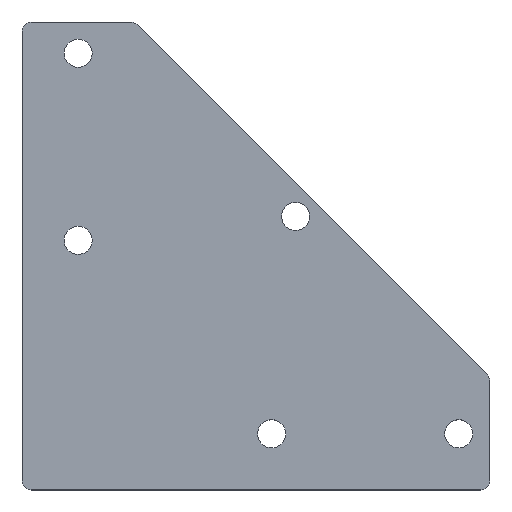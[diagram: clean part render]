
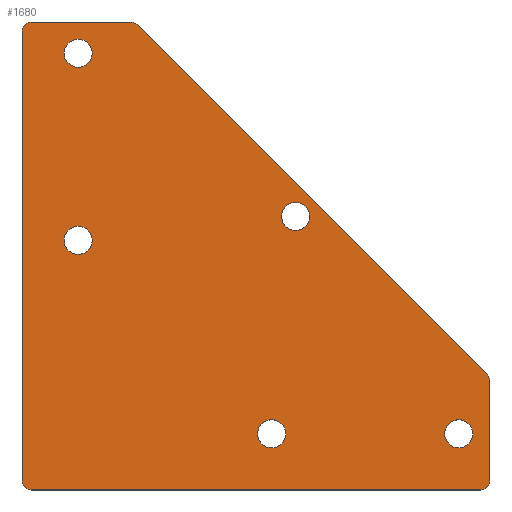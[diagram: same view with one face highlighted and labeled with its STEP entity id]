
A CAD part, top view. The second image highlights one B-rep face of the part: STEP entity #1680.
In plain terms, the highlighted face is planar.
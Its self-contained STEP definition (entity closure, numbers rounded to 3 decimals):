
#10=CARTESIAN_POINT('',(-28.5,-3.,47.));
#20=DIRECTION('',(-0.,-1.,-0.));
#30=DIRECTION('',(-1.,0.,0.));
#40=AXIS2_PLACEMENT_3D('',#10,#20,#30);
#50=PLANE('',#40);
#60=CARTESIAN_POINT('',(-62.,-3.,122.));
#70=DIRECTION('',(0.,-1.,0.));
#80=DIRECTION('',(-1.,0.,0.));
#90=AXIS2_PLACEMENT_3D('',#60,#70,#80);
#100=CIRCLE('',#90,4.5);
#110=CARTESIAN_POINT('',(-66.5,-3.,122.));
#120=VERTEX_POINT('',#110);
#130=CARTESIAN_POINT('',(-57.5,-3.,122.));
#140=VERTEX_POINT('',#130);
#150=EDGE_CURVE('',#120,#140,#100,.T.);
#160=ORIENTED_EDGE('',*,*,#150,.T.);
#170=EDGE_CURVE('',#140,#120,#100,.T.);
#180=ORIENTED_EDGE('',*,*,#170,.T.);
#190=EDGE_LOOP('',(#180,#160));
#200=FACE_BOUND('',#190,.T.);
#210=CARTESIAN_POINT('',(0.,-3.,60.));
#220=DIRECTION('',(0.,-1.,0.));
#230=DIRECTION('',(-1.,0.,0.));
#240=AXIS2_PLACEMENT_3D('',#210,#220,#230);
#250=CIRCLE('',#240,4.5);
#260=CARTESIAN_POINT('',(-4.5,-3.,60.));
#270=VERTEX_POINT('',#260);
#280=CARTESIAN_POINT('',(4.5,-3.,60.));
#290=VERTEX_POINT('',#280);
#300=EDGE_CURVE('',#270,#290,#250,.T.);
#310=ORIENTED_EDGE('',*,*,#300,.T.);
#320=EDGE_CURVE('',#290,#270,#250,.T.);
#330=ORIENTED_EDGE('',*,*,#320,.T.);
#340=EDGE_LOOP('',(#330,#310));
#350=FACE_BOUND('',#340,.T.);
#360=CARTESIAN_POINT('',(0.,-3.,0.));
#370=DIRECTION('',(0.,-1.,0.));
#380=DIRECTION('',(-1.,0.,0.));
#390=AXIS2_PLACEMENT_3D('',#360,#370,#380);
#400=CIRCLE('',#390,4.5);
#410=CARTESIAN_POINT('',(-4.5,-3.,0.));
#420=VERTEX_POINT('',#410);
#430=CARTESIAN_POINT('',(4.5,-3.,0.));
#440=VERTEX_POINT('',#430);
#450=EDGE_CURVE('',#420,#440,#400,.T.);
#460=ORIENTED_EDGE('',*,*,#450,.T.);
#470=EDGE_CURVE('',#440,#420,#400,.T.);
#480=ORIENTED_EDGE('',*,*,#470,.T.);
#490=EDGE_LOOP('',(#480,#460));
#500=FACE_BOUND('',#490,.T.);
#510=CARTESIAN_POINT('',(-122.,-3.,122.));
#520=DIRECTION('',(0.,-1.,0.));
#530=DIRECTION('',(-1.,0.,0.));
#540=AXIS2_PLACEMENT_3D('',#510,#520,#530);
#550=CIRCLE('',#540,4.5);
#560=CARTESIAN_POINT('',(-126.5,-3.,122.));
#570=VERTEX_POINT('',#560);
#580=CARTESIAN_POINT('',(-117.5,-3.,122.));
#590=VERTEX_POINT('',#580);
#600=EDGE_CURVE('',#570,#590,#550,.T.);
#610=ORIENTED_EDGE('',*,*,#600,.T.);
#620=EDGE_CURVE('',#590,#570,#550,.T.);
#630=ORIENTED_EDGE('',*,*,#620,.T.);
#640=EDGE_LOOP('',(#630,#610));
#650=FACE_BOUND('',#640,.T.);
#660=CARTESIAN_POINT('',(15.,-3.,-7.));
#670=DIRECTION('',(0.,1.,0.));
#680=DIRECTION('',(1.,0.,0.));
#690=AXIS2_PLACEMENT_3D('',#660,#670,#680);
#700=CIRCLE('',#690,3.);
#710=CARTESIAN_POINT('',(18.,-3.,-7.));
#720=VERTEX_POINT('',#710);
#730=CARTESIAN_POINT('',(15.,-3.,-10.));
#740=VERTEX_POINT('',#730);
#750=EDGE_CURVE('',#720,#740,#700,.T.);
#760=ORIENTED_EDGE('',*,*,#750,.T.);
#770=CARTESIAN_POINT('',(18.,-3.,-10.));
#780=DIRECTION('',(0.,0.,1.));
#790=VECTOR('',#780,1.);
#800=LINE('',#770,#790);
#810=CARTESIAN_POINT('',(18.,-3.,137.));
#820=VERTEX_POINT('',#810);
#830=EDGE_CURVE('',#720,#820,#800,.T.);
#840=ORIENTED_EDGE('',*,*,#830,.F.);
#850=CARTESIAN_POINT('',(15.,-3.,137.));
#860=DIRECTION('',(0.,-1.,0.));
#870=DIRECTION('',(-1.,0.,0.));
#880=AXIS2_PLACEMENT_3D('',#850,#860,#870);
#890=CIRCLE('',#880,3.);
#900=CARTESIAN_POINT('',(15.,-3.,140.));
#910=VERTEX_POINT('',#900);
#920=EDGE_CURVE('',#820,#910,#890,.T.);
#930=ORIENTED_EDGE('',*,*,#920,.F.);
#940=CARTESIAN_POINT('',(18.,-3.,140.));
#950=DIRECTION('',(-1.,0.,0.));
#960=VECTOR('',#950,1.);
#970=LINE('',#940,#960);
#980=CARTESIAN_POINT('',(-129.,-3.,140.));
#990=VERTEX_POINT('',#980);
#1000=EDGE_CURVE('',#910,#990,#970,.T.);
#1010=ORIENTED_EDGE('',*,*,#1000,.F.);
#1020=CARTESIAN_POINT('',(-129.,-3.,137.));
#1030=DIRECTION('',(0.,-1.,0.));
#1040=DIRECTION('',(-1.,0.,0.));
#1050=AXIS2_PLACEMENT_3D('',#1020,#1030,#1040);
#1060=CIRCLE('',#1050,3.);
#1070=CARTESIAN_POINT('',(-132.,-3.,137.));
#1080=VERTEX_POINT('',#1070);
#1090=EDGE_CURVE('',#990,#1080,#1060,.T.);
#1100=ORIENTED_EDGE('',*,*,#1090,.F.);
#1110=CARTESIAN_POINT('',(-132.,-3.,140.));
#1120=DIRECTION('',(0.,0.,-1.));
#1130=VECTOR('',#1120,1.);
#1140=LINE('',#1110,#1130);
#1150=CARTESIAN_POINT('',(-132.,-3.,105.243));
#1160=VERTEX_POINT('',#1150);
#1170=EDGE_CURVE('',#1080,#1160,#1140,.T.);
#1180=ORIENTED_EDGE('',*,*,#1170,.F.);
#1190=CARTESIAN_POINT('',(-129.,-3.,105.243));
#1200=DIRECTION('',(0.,-1.,0.));
#1210=DIRECTION('',(-1.,0.,0.));
#1220=AXIS2_PLACEMENT_3D('',#1190,#1200,#1210);
#1230=CIRCLE('',#1220,3.);
#1240=CARTESIAN_POINT('',(-131.121,-3.,103.121));
#1250=VERTEX_POINT('',#1240);
#1260=EDGE_CURVE('',#1160,#1250,#1230,.T.);
#1270=ORIENTED_EDGE('',*,*,#1260,.F.);
#1280=CARTESIAN_POINT('',(-132.,-3.,104.));
#1290=DIRECTION('',(0.707,0.,-0.707));
#1300=VECTOR('',#1290,1.);
#1310=LINE('',#1280,#1300);
#1320=CARTESIAN_POINT('',(-18.879,-3.,-9.121));
#1330=VERTEX_POINT('',#1320);
#1340=EDGE_CURVE('',#1250,#1330,#1310,.T.);
#1350=ORIENTED_EDGE('',*,*,#1340,.F.);
#1360=CARTESIAN_POINT('',(-16.757,-3.,-7.));
#1370=DIRECTION('',(0.,-1.,0.));
#1380=DIRECTION('',(-1.,0.,0.));
#1390=AXIS2_PLACEMENT_3D('',#1360,#1370,#1380);
#1400=CIRCLE('',#1390,3.);
#1410=CARTESIAN_POINT('',(-16.757,-3.,-10.));
#1420=VERTEX_POINT('',#1410);
#1430=EDGE_CURVE('',#1330,#1420,#1400,.T.);
#1440=ORIENTED_EDGE('',*,*,#1430,.F.);
#1450=CARTESIAN_POINT('',(-18.,-3.,-10.));
#1460=DIRECTION('',(1.,0.,0.));
#1470=VECTOR('',#1460,1.);
#1480=LINE('',#1450,#1470);
#1490=EDGE_CURVE('',#1420,#740,#1480,.T.);
#1500=ORIENTED_EDGE('',*,*,#1490,.F.);
#1510=EDGE_LOOP('',(#1500,#1440,#1350,#1270,#1180,#1100,#1010,#930,#840,
#760));
#1520=FACE_OUTER_BOUND('',#1510,.T.);
#1530=CARTESIAN_POINT('',(-69.697,-3.,52.303));
#1540=DIRECTION('',(0.,-1.,0.));
#1550=DIRECTION('',(-1.,0.,0.));
#1560=AXIS2_PLACEMENT_3D('',#1530,#1540,#1550);
#1570=CIRCLE('',#1560,4.5);
#1580=CARTESIAN_POINT('',(-74.197,-3.,52.303));
#1590=VERTEX_POINT('',#1580);
#1600=CARTESIAN_POINT('',(-65.197,-3.,52.303));
#1610=VERTEX_POINT('',#1600);
#1620=EDGE_CURVE('',#1590,#1610,#1570,.T.);
#1630=ORIENTED_EDGE('',*,*,#1620,.T.);
#1640=EDGE_CURVE('',#1610,#1590,#1570,.T.);
#1650=ORIENTED_EDGE('',*,*,#1640,.T.);
#1660=EDGE_LOOP('',(#1650,#1630));
#1670=FACE_BOUND('',#1660,.T.);
#1680=ADVANCED_FACE('',(#200,#350,#500,#650,#1520,#1670),#50,.F.);
